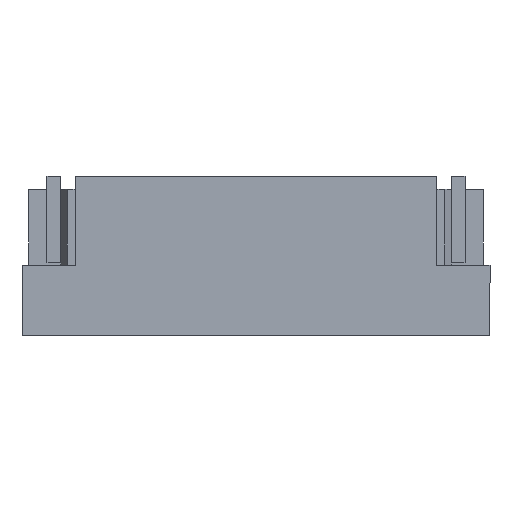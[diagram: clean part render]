
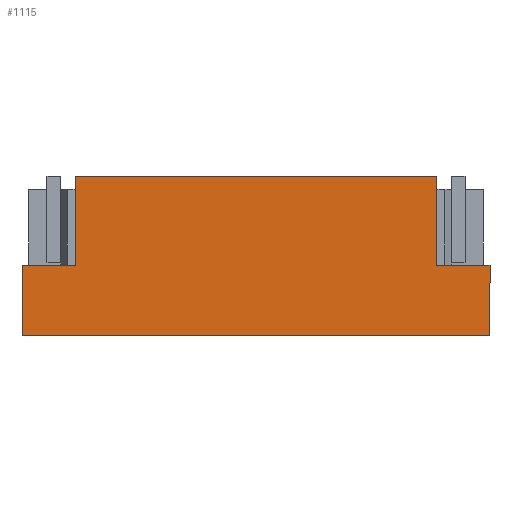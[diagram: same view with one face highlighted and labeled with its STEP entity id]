
A CAD part, top view. The second image highlights one B-rep face of the part: STEP entity #1115.
In plain terms, the highlighted planar face has unit normal (0, 0, 1).
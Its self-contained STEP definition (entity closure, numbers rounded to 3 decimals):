
#1065=AXIS2_PLACEMENT_3D('Plane Axis2P3D',#1062,#1063,#1064) ;
#76=CARTESIAN_POINT('Line Origine',(-17.6,0.,12.5)) ;
#80=CARTESIAN_POINT('Vertex',(-4.,0.,12.5)) ;
#82=CARTESIAN_POINT('Vertex',(-31.2,0.,12.5)) ;
#446=CARTESIAN_POINT('Vertex',(0.,-12.,12.5)) ;
#449=CARTESIAN_POINT('Line Origine',(-17.6,-12.,12.5)) ;
#453=CARTESIAN_POINT('Vertex',(-35.2,-12.,12.5)) ;
#1062=CARTESIAN_POINT('Axis2P3D Location',(-25.22,0.,12.5)) ;
#1067=CARTESIAN_POINT('Line Origine',(0.,-9.35,12.5)) ;
#1071=CARTESIAN_POINT('Vertex',(0.,-6.7,12.5)) ;
#1074=CARTESIAN_POINT('Line Origine',(-2.,-6.7,12.5)) ;
#1078=CARTESIAN_POINT('Vertex',(-4.,-6.7,12.5)) ;
#1081=CARTESIAN_POINT('Line Origine',(-4.,-3.35,12.5)) ;
#1086=CARTESIAN_POINT('Line Origine',(-31.2,-3.35,12.5)) ;
#1090=CARTESIAN_POINT('Vertex',(-31.2,-6.7,12.5)) ;
#1093=CARTESIAN_POINT('Line Origine',(-33.2,-6.7,12.5)) ;
#1097=CARTESIAN_POINT('Vertex',(-35.2,-6.7,12.5)) ;
#1100=CARTESIAN_POINT('Line Origine',(-35.2,-9.35,12.5)) ;
#77=DIRECTION('Vector Direction',(1.,0.,0.)) ;
#450=DIRECTION('Vector Direction',(1.,0.,0.)) ;
#1063=DIRECTION('Axis2P3D Direction',(0.,0.,1.)) ;
#1064=DIRECTION('Axis2P3D XDirection',(0.,-1.,0.)) ;
#1068=DIRECTION('Vector Direction',(0.,-1.,0.)) ;
#1075=DIRECTION('Vector Direction',(1.,0.,0.)) ;
#1082=DIRECTION('Vector Direction',(0.,1.,0.)) ;
#1087=DIRECTION('Vector Direction',(0.,1.,0.)) ;
#1094=DIRECTION('Vector Direction',(1.,0.,0.)) ;
#1101=DIRECTION('Vector Direction',(0.,-1.,0.)) ;
#78=VECTOR('Line Direction',#77,1.) ;
#451=VECTOR('Line Direction',#450,1.) ;
#1069=VECTOR('Line Direction',#1068,1.) ;
#1076=VECTOR('Line Direction',#1075,1.) ;
#1083=VECTOR('Line Direction',#1082,1.) ;
#1088=VECTOR('Line Direction',#1087,1.) ;
#1095=VECTOR('Line Direction',#1094,1.) ;
#1102=VECTOR('Line Direction',#1101,1.) ;
#1106=ORIENTED_EDGE('',*,*,#455,.T.) ;
#1107=ORIENTED_EDGE('',*,*,#1073,.F.) ;
#1108=ORIENTED_EDGE('',*,*,#1080,.T.) ;
#1109=ORIENTED_EDGE('',*,*,#1085,.F.) ;
#1110=ORIENTED_EDGE('',*,*,#84,.T.) ;
#1111=ORIENTED_EDGE('',*,*,#1092,.T.) ;
#1112=ORIENTED_EDGE('',*,*,#1099,.F.) ;
#1113=ORIENTED_EDGE('',*,*,#1104,.T.) ;
#1115=ADVANCED_FACE('Housing',(#1114),#1066,.T.) ;
#84=EDGE_CURVE('',#81,#83,#79,.F.) ;
#455=EDGE_CURVE('',#454,#447,#452,.T.) ;
#1073=EDGE_CURVE('',#1072,#447,#1070,.T.) ;
#1080=EDGE_CURVE('',#1072,#1079,#1077,.F.) ;
#1085=EDGE_CURVE('',#81,#1079,#1084,.F.) ;
#1092=EDGE_CURVE('',#83,#1091,#1089,.F.) ;
#1099=EDGE_CURVE('',#1098,#1091,#1096,.T.) ;
#1104=EDGE_CURVE('',#1098,#454,#1103,.T.) ;
#1105=EDGE_LOOP('',(#1106,#1107,#1108,#1109,#1110,#1111,#1112,#1113)) ;
#1114=FACE_OUTER_BOUND('',#1105,.T.) ;
#79=LINE('Line',#76,#78) ;
#452=LINE('Line',#449,#451) ;
#1070=LINE('Line',#1067,#1069) ;
#1077=LINE('Line',#1074,#1076) ;
#1084=LINE('Line',#1081,#1083) ;
#1089=LINE('Line',#1086,#1088) ;
#1096=LINE('Line',#1093,#1095) ;
#1103=LINE('Line',#1100,#1102) ;
#1066=PLANE('',#1065) ;
#81=VERTEX_POINT('',#80) ;
#83=VERTEX_POINT('',#82) ;
#447=VERTEX_POINT('',#446) ;
#454=VERTEX_POINT('',#453) ;
#1072=VERTEX_POINT('',#1071) ;
#1079=VERTEX_POINT('',#1078) ;
#1091=VERTEX_POINT('',#1090) ;
#1098=VERTEX_POINT('',#1097) ;
